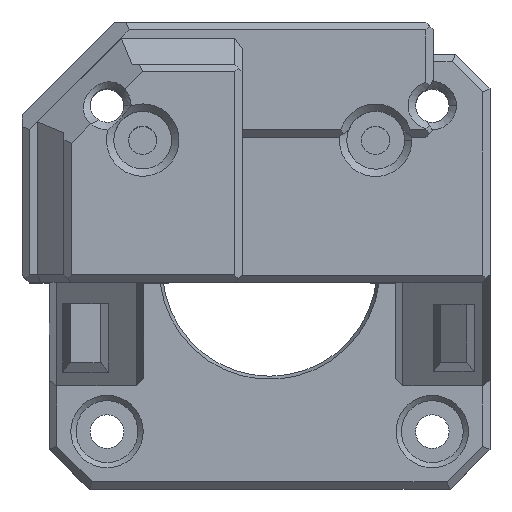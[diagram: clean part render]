
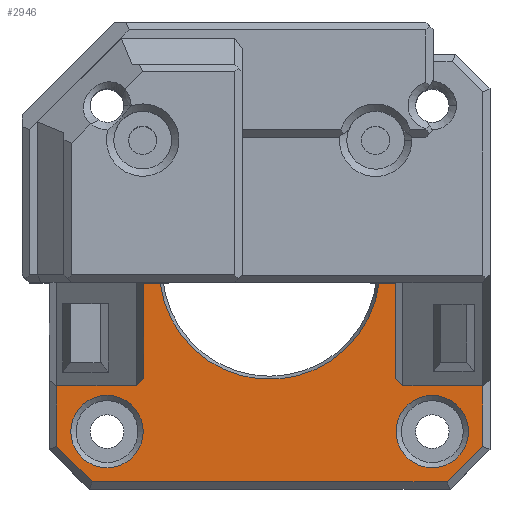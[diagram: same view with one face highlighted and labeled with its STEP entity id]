
A CAD part, top view. The second image highlights one B-rep face of the part: STEP entity #2946.
In plain terms, the highlighted planar face has unit normal (0, 0, 1).
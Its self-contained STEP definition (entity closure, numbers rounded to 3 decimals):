
#813=CARTESIAN_POINT('',(94.64,821.019,5.5));
#814=VERTEX_POINT('',#813);
#821=CARTESIAN_POINT('',(102.24,821.019,5.5));
#822=VERTEX_POINT('',#821);
#823=CARTESIAN_POINT('',(94.64,821.019,5.5));
#824=DIRECTION('',(1.,0.,-0.));
#825=VECTOR('',#824,7.6);
#826=LINE('',#823,#825);
#827=EDGE_CURVE('',#814,#822,#826,.T.);
#2035=CARTESIAN_POINT('',(93.94,821.751,5.5));
#2036=VERTEX_POINT('',#2035);
#2037=CARTESIAN_POINT('',(93.94,830.81,5.5));
#2038=VERTEX_POINT('',#2037);
#2039=CARTESIAN_POINT('',(93.94,821.751,5.5));
#2040=DIRECTION('',(0.,1.,0.));
#2041=VECTOR('',#2040,9.06);
#2042=LINE('',#2039,#2041);
#2043=EDGE_CURVE('',#2036,#2038,#2042,.T.);
#2715=CARTESIAN_POINT('',(61.64,821.019,5.5));
#2716=VERTEX_POINT('',#2715);
#2723=CARTESIAN_POINT('',(69.24,821.019,5.5));
#2724=VERTEX_POINT('',#2723);
#2725=CARTESIAN_POINT('',(69.24,821.019,5.5));
#2726=DIRECTION('',(-1.,0.,0.));
#2727=VECTOR('',#2726,7.6);
#2728=LINE('',#2725,#2727);
#2729=EDGE_CURVE('',#2724,#2716,#2728,.T.);
#2760=CARTESIAN_POINT('',(69.94,821.751,5.5));
#2761=VERTEX_POINT('',#2760);
#2768=CARTESIAN_POINT('',(69.94,830.81,5.5));
#2769=VERTEX_POINT('',#2768);
#2770=CARTESIAN_POINT('',(69.94,821.751,5.5));
#2771=DIRECTION('',(0.,1.,0.));
#2772=VECTOR('',#2771,9.06);
#2773=LINE('',#2770,#2772);
#2774=EDGE_CURVE('',#2761,#2769,#2773,.T.);
#2840=CARTESIAN_POINT('',(-25.66,719.86,5.5));
#2841=DIRECTION('',(0.,0.,1.));
#2842=DIRECTION('',(1.,0.,0.));
#2843=AXIS2_PLACEMENT_3D('',#2840,#2841,#2842);
#2844=PLANE('',#2843);
#2845=CARTESIAN_POINT('',(69.89,816.66,5.5));
#2846=VERTEX_POINT('',#2845);
#2847=CARTESIAN_POINT('',(66.44,816.66,5.5));
#2848=DIRECTION('',(-0.,-0.,-1.));
#2849=DIRECTION('',(1.,0.,-0.));
#2850=AXIS2_PLACEMENT_3D('',#2847,#2848,#2849);
#2851=CIRCLE('',#2850,3.45);
#2852=EDGE_CURVE('',#2846,#2846,#2851,.T.);
#2853=ORIENTED_EDGE('',*,*,#2852,.T.);
#2854=EDGE_LOOP('',(#2853));
#2855=FACE_BOUND('',#2854,.T.);
#2856=CARTESIAN_POINT('',(100.89,816.66,5.5));
#2857=VERTEX_POINT('',#2856);
#2858=CARTESIAN_POINT('',(97.44,816.66,5.5));
#2859=DIRECTION('',(-0.,-0.,-1.));
#2860=DIRECTION('',(1.,0.,-0.));
#2861=AXIS2_PLACEMENT_3D('',#2858,#2859,#2860);
#2862=CIRCLE('',#2861,3.45);
#2863=EDGE_CURVE('',#2857,#2857,#2862,.T.);
#2864=ORIENTED_EDGE('',*,*,#2863,.T.);
#2865=EDGE_LOOP('',(#2864));
#2866=FACE_BOUND('',#2865,.T.);
#2867=CARTESIAN_POINT('',(92.367,830.808,5.5));
#2868=VERTEX_POINT('',#2867);
#2869=CARTESIAN_POINT('',(93.94,830.81,5.5));
#2870=DIRECTION('',(-1.,-0.,0.));
#2871=VECTOR('',#2870,1.577);
#2872=LINE('',#2869,#2871);
#2873=EDGE_CURVE('',#2038,#2868,#2872,.T.);
#2874=ORIENTED_EDGE('',*,*,#2873,.T.);
#2875=CARTESIAN_POINT('',(71.513,830.808,5.5));
#2876=VERTEX_POINT('',#2875);
#2877=CARTESIAN_POINT('',(81.94,832.16,5.5));
#2878=DIRECTION('',(-0.,-0.,-1.));
#2879=DIRECTION('',(1.,0.,-0.));
#2880=AXIS2_PLACEMENT_3D('',#2877,#2878,#2879);
#2881=CIRCLE('',#2880,10.525);
#2882=EDGE_CURVE('',#2868,#2876,#2881,.T.);
#2883=ORIENTED_EDGE('',*,*,#2882,.T.);
#2884=CARTESIAN_POINT('',(69.94,830.81,5.5));
#2885=DIRECTION('',(1.,0.,-0.));
#2886=VECTOR('',#2885,1.577);
#2887=LINE('',#2884,#2886);
#2888=EDGE_CURVE('',#2769,#2876,#2887,.T.);
#2889=ORIENTED_EDGE('',*,*,#2888,.F.);
#2890=ORIENTED_EDGE('',*,*,#2774,.F.);
#2891=CARTESIAN_POINT('',(69.94,821.751,5.5));
#2892=DIRECTION('',(-0.691,-0.722,-0.));
#2893=VECTOR('',#2892,1.012);
#2894=LINE('',#2891,#2893);
#2895=EDGE_CURVE('',#2761,#2724,#2894,.T.);
#2896=ORIENTED_EDGE('',*,*,#2895,.T.);
#2897=ORIENTED_EDGE('',*,*,#2729,.T.);
#2898=CARTESIAN_POINT('',(61.64,815.25,5.5));
#2899=VERTEX_POINT('',#2898);
#2900=CARTESIAN_POINT('',(61.64,821.019,5.5));
#2901=DIRECTION('',(0.,-1.,0.));
#2902=VECTOR('',#2901,5.769);
#2903=LINE('',#2900,#2902);
#2904=EDGE_CURVE('',#2716,#2899,#2903,.T.);
#2905=ORIENTED_EDGE('',*,*,#2904,.T.);
#2906=CARTESIAN_POINT('',(65.03,811.86,5.5));
#2907=VERTEX_POINT('',#2906);
#2908=CARTESIAN_POINT('',(61.64,815.25,5.5));
#2909=DIRECTION('',(0.707,-0.707,0.));
#2910=VECTOR('',#2909,4.794);
#2911=LINE('',#2908,#2910);
#2912=EDGE_CURVE('',#2899,#2907,#2911,.T.);
#2913=ORIENTED_EDGE('',*,*,#2912,.T.);
#2914=CARTESIAN_POINT('',(98.85,811.86,5.5));
#2915=VERTEX_POINT('',#2914);
#2916=CARTESIAN_POINT('',(65.03,811.86,5.5));
#2917=DIRECTION('',(1.,0.,-0.));
#2918=VECTOR('',#2917,33.82);
#2919=LINE('',#2916,#2918);
#2920=EDGE_CURVE('',#2907,#2915,#2919,.T.);
#2921=ORIENTED_EDGE('',*,*,#2920,.T.);
#2922=CARTESIAN_POINT('',(102.24,815.25,5.5));
#2923=VERTEX_POINT('',#2922);
#2924=CARTESIAN_POINT('',(98.85,811.86,5.5));
#2925=DIRECTION('',(0.707,0.707,0.));
#2926=VECTOR('',#2925,4.794);
#2927=LINE('',#2924,#2926);
#2928=EDGE_CURVE('',#2915,#2923,#2927,.T.);
#2929=ORIENTED_EDGE('',*,*,#2928,.T.);
#2930=CARTESIAN_POINT('',(102.24,815.25,5.5));
#2931=DIRECTION('',(0.,1.,0.));
#2932=VECTOR('',#2931,5.769);
#2933=LINE('',#2930,#2932);
#2934=EDGE_CURVE('',#2923,#822,#2933,.T.);
#2935=ORIENTED_EDGE('',*,*,#2934,.T.);
#2936=ORIENTED_EDGE('',*,*,#827,.F.);
#2937=CARTESIAN_POINT('',(94.64,821.019,5.5));
#2938=DIRECTION('',(-0.691,0.722,0.));
#2939=VECTOR('',#2938,1.012);
#2940=LINE('',#2937,#2939);
#2941=EDGE_CURVE('',#814,#2036,#2940,.T.);
#2942=ORIENTED_EDGE('',*,*,#2941,.T.);
#2943=ORIENTED_EDGE('',*,*,#2043,.T.);
#2944=EDGE_LOOP('',(#2874,#2883,#2889,#2890,#2896,#2897,#2905,#2913,#2921,#2929,#2935,#2936,#2942,#2943));
#2945=FACE_BOUND('',#2944,.T.);
#2946=ADVANCED_FACE('',(#2855,#2866,#2945),#2844,.T.);
